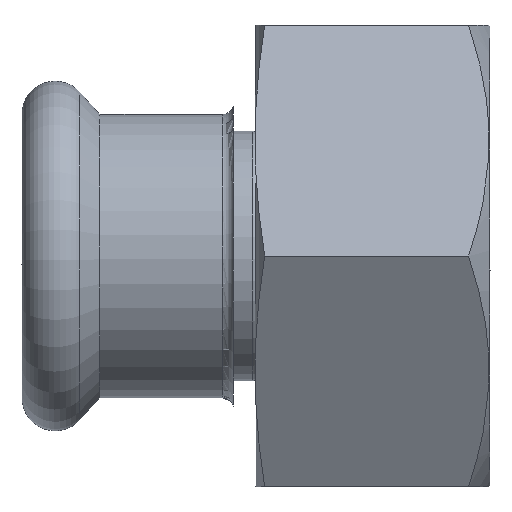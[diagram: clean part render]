
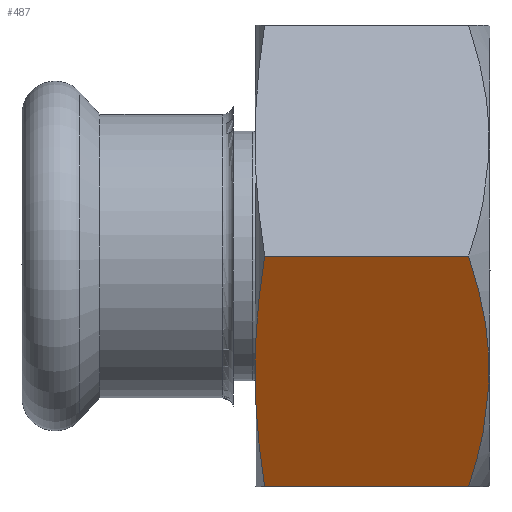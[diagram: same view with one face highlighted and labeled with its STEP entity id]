
A CAD part, front view. The second image highlights one B-rep face of the part: STEP entity #487.
In plain terms, the highlighted planar face has unit normal (0, -0.866, -0.5).
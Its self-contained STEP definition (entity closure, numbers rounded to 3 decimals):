
#67=(
BOUNDED_CURVE()
B_SPLINE_CURVE(2,(#827,#828,#829),.UNSPECIFIED.,.F.,.F.)
B_SPLINE_CURVE_WITH_KNOTS((3,3),(3.603,8.151),
 .UNSPECIFIED.)
CURVE()
GEOMETRIC_REPRESENTATION_ITEM()
RATIONAL_B_SPLINE_CURVE((1.784,2.06,1.784))
REPRESENTATION_ITEM('')
);
#70=(
BOUNDED_CURVE()
B_SPLINE_CURVE(2,(#1001,#1002,#1003),.UNSPECIFIED.,.F.,.F.)
B_SPLINE_CURVE_WITH_KNOTS((3,3),(7.32,14.363),
 .UNSPECIFIED.)
CURVE()
GEOMETRIC_REPRESENTATION_ITEM()
RATIONAL_B_SPLINE_CURVE((2.905,3.355,2.905))
REPRESENTATION_ITEM('')
);
#83=FACE_OUTER_BOUND('',#114,.T.);
#114=EDGE_LOOP('',(#328,#329,#330,#331));
#148=LINE('',#801,#168);
#151=LINE('',#1004,#171);
#168=VECTOR('',#610,1.);
#171=VECTOR('',#621,1.);
#198=VERTEX_POINT('',#787);
#199=VERTEX_POINT('',#800);
#203=VERTEX_POINT('',#826);
#207=VERTEX_POINT('',#1000);
#241=EDGE_CURVE('',#198,#199,#148,.T.);
#247=EDGE_CURVE('',#203,#199,#67,.F.);
#253=EDGE_CURVE('',#207,#198,#70,.F.);
#254=EDGE_CURVE('',#207,#203,#151,.T.);
#328=ORIENTED_EDGE('',*,*,#253,.F.);
#329=ORIENTED_EDGE('',*,*,#254,.T.);
#330=ORIENTED_EDGE('',*,*,#247,.T.);
#331=ORIENTED_EDGE('',*,*,#241,.F.);
#443=PLANE('',#542);
#487=ADVANCED_FACE('',(#83),#443,.T.);
#542=AXIS2_PLACEMENT_3D('',#999,#619,#620);
#610=DIRECTION('',(1.,0.,0.));
#619=DIRECTION('center_axis',(0.,-0.866,-0.5));
#620=DIRECTION('ref_axis',(0.,0.5,-0.866));
#621=DIRECTION('',(1.,0.,0.));
#787=CARTESIAN_POINT('',(21.567,-23.671,0.));
#800=CARTESIAN_POINT('',(39.7,-23.671,0.));
#801=CARTESIAN_POINT('',(30.633,-23.671,0.));
#826=CARTESIAN_POINT('',(39.7,-11.836,-20.5));
#827=CARTESIAN_POINT('Ctrl Pts',(39.7,-23.671,0.));
#828=CARTESIAN_POINT('Ctrl Pts',(43.117,-17.754,-10.25));
#829=CARTESIAN_POINT('Ctrl Pts',(39.7,-11.836,-20.5));
#999=CARTESIAN_POINT('Origin',(18.6,-23.671,0.));
#1000=CARTESIAN_POINT('',(21.567,-11.836,-20.5));
#1001=CARTESIAN_POINT('Ctrl Pts',(21.567,-23.671,0.));
#1002=CARTESIAN_POINT('Ctrl Pts',(19.981,-17.754,-10.25));
#1003=CARTESIAN_POINT('Ctrl Pts',(21.567,-11.836,-20.5));
#1004=CARTESIAN_POINT('',(30.633,-11.836,-20.5));
